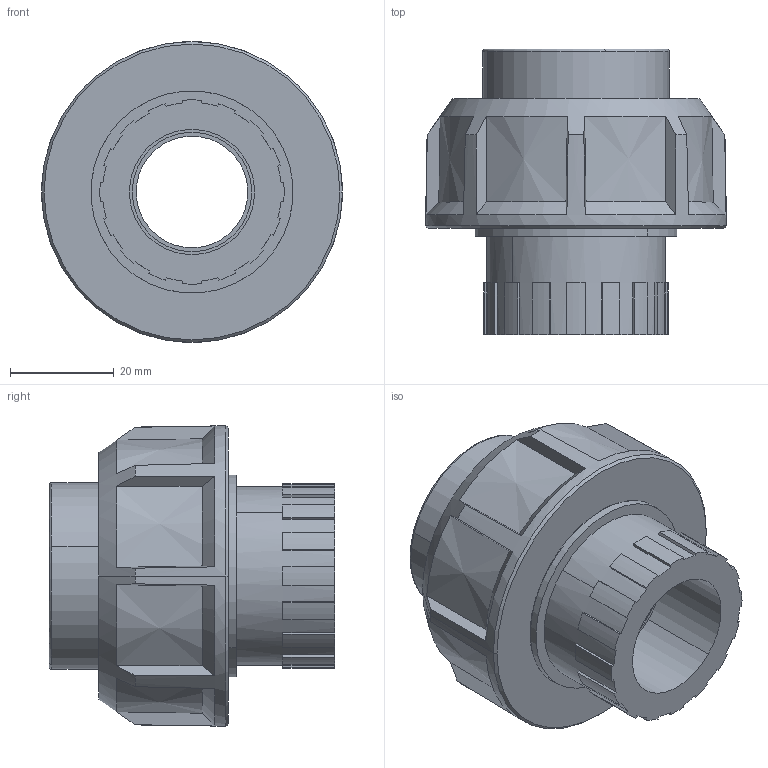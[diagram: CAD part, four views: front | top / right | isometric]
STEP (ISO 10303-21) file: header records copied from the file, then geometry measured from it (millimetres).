
FILE_DESCRIPTION(('STEP AP214'),'1');
FILE_NAME('bifgm025034e.stp','2018-02-12T14:19:17',('TraceParts'),('TraceParts S.A.'),'Spatial InterOp 3D',' ',' ');
FILE_SCHEMA(('automotive_design'));
Length unit declared in the file: millimetre
Products named in the file (3): bifgm025034e_1; bifgm025034e_2; bifgm025034e_3
Bounding box: 57.98 x 55 x 57.98 mm (x, y, z)
Volume: 63068.9 mm3; surface area: 24842.6 mm2
Topology: 3 solids, 3 shells, 159 faces, 431 edges, 285 vertices
Faces by surface type: plane 78, cylinder 43, cone 28, torus 10
Entity records: 6440 total; most frequent: CARTESIAN_POINT 1050, DIRECTION 880, ORIENTED_EDGE 862, EDGE_CURVE 431, AXIS2_PLACEMENT_3D 355, VERTEX_POINT 285, CIRCLE 193, EDGE_LOOP 172
